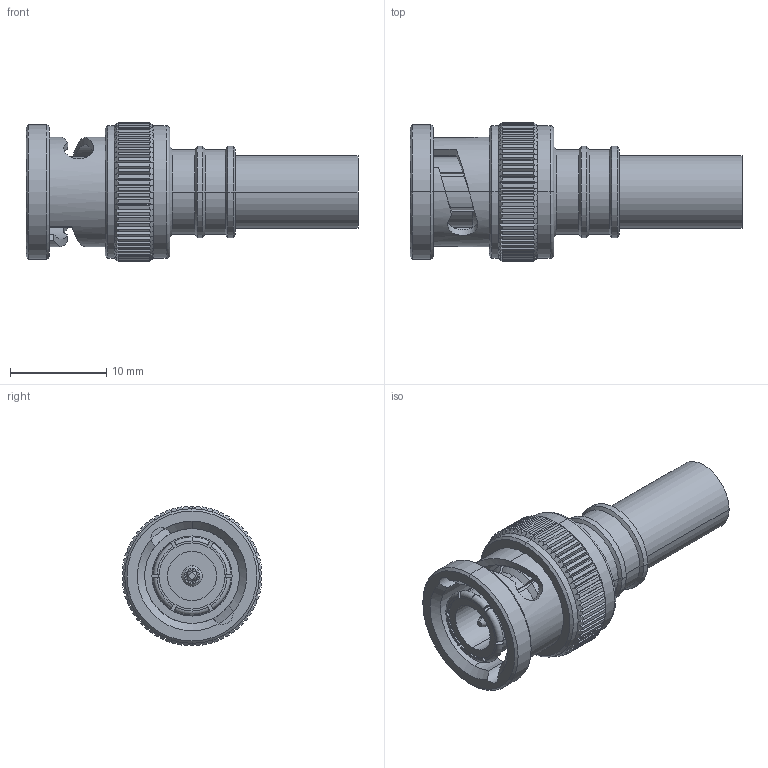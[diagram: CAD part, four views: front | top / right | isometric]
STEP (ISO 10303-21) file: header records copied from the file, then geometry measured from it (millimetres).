
FILE_DESCRIPTION (( 'STEP AP214' ), '1' );
FILE_NAME ('EZ-240-BM-X_FM_3D.step', '2023-09-25T21:40:12', ( '' ), ( '' ), 'SwSTEP 2.0', 'SolidWorks 2022', '' );
FILE_SCHEMA (( 'AUTOMOTIVE_DESIGN' ));
Length unit declared in the file: inch
Products named in the file (1): EZ-240-BM-X_FM_3D
Bounding box: 34.42 x 14.5 x 14.5 mm (x, y, z)
Volume: 2191.6 mm3; surface area: 2709.5 mm2
Topology: 2 solids, 2 shells, 380 faces, 1052 edges, 683 vertices
Faces by surface type: plane 181, cylinder 136, cone 38, bspline 16, torus 9
Entity records: 13399 total; most frequent: CARTESIAN_POINT 4123, ORIENTED_EDGE 2104, DIRECTION 1732, EDGE_CURVE 1052, AXIS2_PLACEMENT_3D 684, VERTEX_POINT 683, EDGE_LOOP 393, ADVANCED_FACE 380
